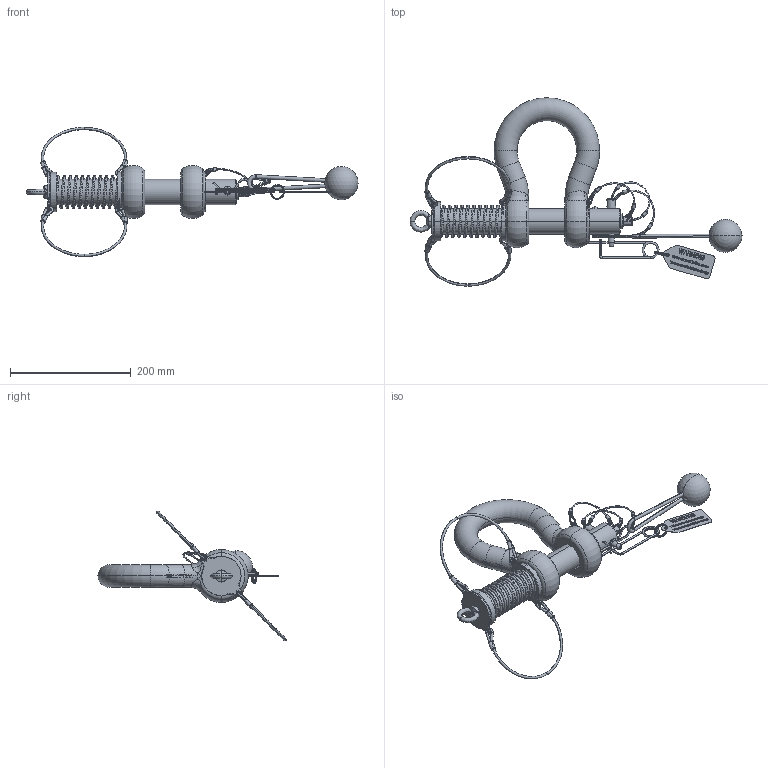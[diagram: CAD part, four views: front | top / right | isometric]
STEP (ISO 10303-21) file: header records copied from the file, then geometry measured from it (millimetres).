
FILE_DESCRIPTION(('STEP AP203'),'1');
FILE_NAME('POGHMB38ROVSRL.stp','2014-03-28T16:16:29',('TraceParts'),('TraceParts S.A.'),'XStep 1.0',' ',' ');
FILE_SCHEMA(('CONFIG_CONTROL_DESIGN'));
Length unit declared in the file: millimetre
Products named in the file (31): 1; 2; 3; 4; 5; 6; 7; 8; 9; 10; 11; 12; 13; 14; 15; 16; 17; 18; 19; 20; 21; 22; 23; 24; 25; 26; 27; 28; 29; 30; 31
Bounding box: 550.65 x 312.33 x 214.66 mm (x, y, z)
Volume: 1334980.9 mm3; surface area: 226087.3 mm2
Topology: 31 solids, 31 shells, 1690 faces, 4466 edges, 2888 vertices
Faces by surface type: plane 612, bspline 579, torus 237, cylinder 194, cone 60, sphere 8
Entity records: 123868 total; most frequent: CARTESIAN_POINT 85400, ORIENTED_EDGE 8892, DIRECTION 5746, EDGE_CURVE 4446, VERTEX_POINT 2888, AXIS2_PLACEMENT_3D 1958, LINE 1830, VECTOR 1830
